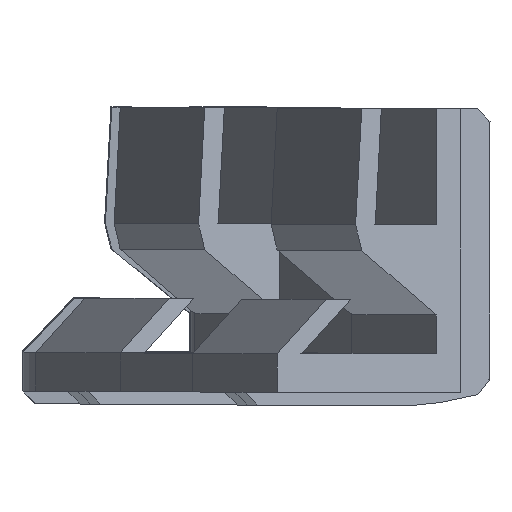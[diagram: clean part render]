
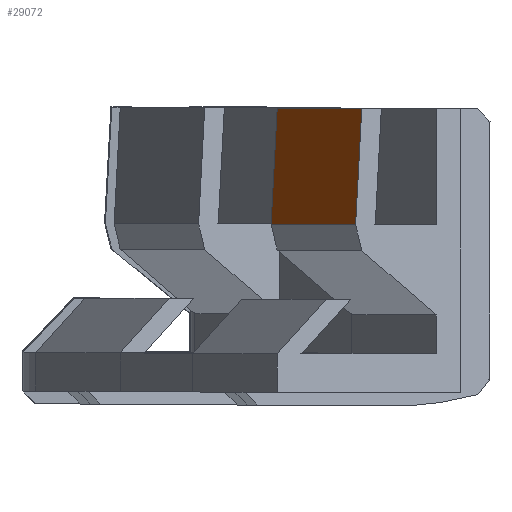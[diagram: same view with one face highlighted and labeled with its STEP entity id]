
A CAD part, left-side view. The second image highlights one B-rep face of the part: STEP entity #29072.
In plain terms, the highlighted face is planar.
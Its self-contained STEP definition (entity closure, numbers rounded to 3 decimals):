
#27177 = PLANE('',#27178);
#27178 = AXIS2_PLACEMENT_3D('',#27179,#27180,#27181);
#27179 = CARTESIAN_POINT('',(-10.5,5.766,9.503));
#27180 = DIRECTION('',(-1.,0.,0.));
#27181 = DIRECTION('',(0.,0.,1.));
#27611 = PLANE('',#27612);
#27612 = AXIS2_PLACEMENT_3D('',#27613,#27614,#27615);
#27613 = CARTESIAN_POINT('',(10.5,5.766,9.503));
#27614 = DIRECTION('',(-1.,0.,0.));
#27615 = DIRECTION('',(0.,0.,1.));
#27871 = VERTEX_POINT('',#27872);
#27872 = CARTESIAN_POINT('',(-10.5,8.1,22.));
#27886 = PLANE('',#27887);
#27887 = AXIS2_PLACEMENT_3D('',#27888,#27889,#27890);
#27888 = CARTESIAN_POINT('',(0.,6.5,22.));
#27889 = DIRECTION('',(0.,0.,-1.));
#27890 = DIRECTION('',(0.,1.,0.));
#27898 = EDGE_CURVE('',#27871,#27899,#27901,.T.);
#27899 = VERTEX_POINT('',#27900);
#27900 = CARTESIAN_POINT('',(-10.5,8.6,13.));
#27901 = SURFACE_CURVE('',#27902,(#27906,#27913),.PCURVE_S1.);
#27902 = LINE('',#27903,#27904);
#27903 = CARTESIAN_POINT('',(-10.5,8.1,22.));
#27904 = VECTOR('',#27905,1.);
#27905 = DIRECTION('',(0.,0.055,-0.998));
#27906 = PCURVE('',#27177,#27907);
#27907 = DEFINITIONAL_REPRESENTATION('',(#27908),#27912);
#27908 = LINE('',#27909,#27910);
#27909 = CARTESIAN_POINT('',(12.497,2.334));
#27910 = VECTOR('',#27911,1.);
#27911 = DIRECTION('',(-0.998,0.055));
#27912 = ( GEOMETRIC_REPRESENTATION_CONTEXT(2) 
PARAMETRIC_REPRESENTATION_CONTEXT() REPRESENTATION_CONTEXT('2D SPACE',''
  ) );
#27913 = PCURVE('',#27914,#27919);
#27914 = PLANE('',#27915);
#27915 = AXIS2_PLACEMENT_3D('',#27916,#27917,#27918);
#27916 = CARTESIAN_POINT('',(0.,8.1,22.));
#27917 = DIRECTION('',(-0.,-0.998,-0.055));
#27918 = DIRECTION('',(0.,0.055,-0.998));
#27919 = DEFINITIONAL_REPRESENTATION('',(#27920),#27924);
#27920 = LINE('',#27921,#27922);
#27921 = CARTESIAN_POINT('',(0.,-10.5));
#27922 = VECTOR('',#27923,1.);
#27923 = DIRECTION('',(1.,0.));
#27924 = ( GEOMETRIC_REPRESENTATION_CONTEXT(2) 
PARAMETRIC_REPRESENTATION_CONTEXT() REPRESENTATION_CONTEXT('2D SPACE',''
  ) );
#27942 = PLANE('',#27943);
#27943 = AXIS2_PLACEMENT_3D('',#27944,#27945,#27946);
#27944 = CARTESIAN_POINT('',(0.,8.6,13.));
#27945 = DIRECTION('',(0.,-0.97,0.243));
#27946 = DIRECTION('',(-0.,-0.243,-0.97));
#28717 = VERTEX_POINT('',#28718);
#28718 = CARTESIAN_POINT('',(10.5,8.1,22.));
#28739 = EDGE_CURVE('',#28717,#28740,#28742,.T.);
#28740 = VERTEX_POINT('',#28741);
#28741 = CARTESIAN_POINT('',(10.5,8.6,13.));
#28742 = SURFACE_CURVE('',#28743,(#28747,#28754),.PCURVE_S1.);
#28743 = LINE('',#28744,#28745);
#28744 = CARTESIAN_POINT('',(10.5,8.1,22.));
#28745 = VECTOR('',#28746,1.);
#28746 = DIRECTION('',(0.,0.055,-0.998));
#28747 = PCURVE('',#27611,#28748);
#28748 = DEFINITIONAL_REPRESENTATION('',(#28749),#28753);
#28749 = LINE('',#28750,#28751);
#28750 = CARTESIAN_POINT('',(12.497,2.334));
#28751 = VECTOR('',#28752,1.);
#28752 = DIRECTION('',(-0.998,0.055));
#28753 = ( GEOMETRIC_REPRESENTATION_CONTEXT(2) 
PARAMETRIC_REPRESENTATION_CONTEXT() REPRESENTATION_CONTEXT('2D SPACE',''
  ) );
#28754 = PCURVE('',#27914,#28755);
#28755 = DEFINITIONAL_REPRESENTATION('',(#28756),#28760);
#28756 = LINE('',#28757,#28758);
#28757 = CARTESIAN_POINT('',(0.,10.5));
#28758 = VECTOR('',#28759,1.);
#28759 = DIRECTION('',(1.,0.));
#28760 = ( GEOMETRIC_REPRESENTATION_CONTEXT(2) 
PARAMETRIC_REPRESENTATION_CONTEXT() REPRESENTATION_CONTEXT('2D SPACE',''
  ) );
#29050 = EDGE_CURVE('',#28717,#27871,#29051,.T.);
#29051 = SURFACE_CURVE('',#29052,(#29056,#29063),.PCURVE_S1.);
#29052 = LINE('',#29053,#29054);
#29053 = CARTESIAN_POINT('',(10.5,8.1,22.));
#29054 = VECTOR('',#29055,1.);
#29055 = DIRECTION('',(-1.,0.,0.));
#29056 = PCURVE('',#27886,#29057);
#29057 = DEFINITIONAL_REPRESENTATION('',(#29058),#29062);
#29058 = LINE('',#29059,#29060);
#29059 = CARTESIAN_POINT('',(1.6,10.5));
#29060 = VECTOR('',#29061,1.);
#29061 = DIRECTION('',(0.,-1.));
#29062 = ( GEOMETRIC_REPRESENTATION_CONTEXT(2) 
PARAMETRIC_REPRESENTATION_CONTEXT() REPRESENTATION_CONTEXT('2D SPACE',''
  ) );
#29063 = PCURVE('',#27914,#29064);
#29064 = DEFINITIONAL_REPRESENTATION('',(#29065),#29069);
#29065 = LINE('',#29066,#29067);
#29066 = CARTESIAN_POINT('',(0.,10.5));
#29067 = VECTOR('',#29068,1.);
#29068 = DIRECTION('',(0.,-1.));
#29069 = ( GEOMETRIC_REPRESENTATION_CONTEXT(2) 
PARAMETRIC_REPRESENTATION_CONTEXT() REPRESENTATION_CONTEXT('2D SPACE',''
  ) );
#29072 = ADVANCED_FACE('',(#29073),#27914,.F.);
#29073 = FACE_BOUND('',#29074,.F.);
#29074 = EDGE_LOOP('',(#29075,#29076,#29097,#29098));
#29075 = ORIENTED_EDGE('',*,*,#27898,.T.);
#29076 = ORIENTED_EDGE('',*,*,#29077,.F.);
#29077 = EDGE_CURVE('',#28740,#27899,#29078,.T.);
#29078 = SURFACE_CURVE('',#29079,(#29083,#29090),.PCURVE_S1.);
#29079 = LINE('',#29080,#29081);
#29080 = CARTESIAN_POINT('',(10.5,8.6,13.));
#29081 = VECTOR('',#29082,1.);
#29082 = DIRECTION('',(-1.,0.,0.));
#29083 = PCURVE('',#27914,#29084);
#29084 = DEFINITIONAL_REPRESENTATION('',(#29085),#29089);
#29085 = LINE('',#29086,#29087);
#29086 = CARTESIAN_POINT('',(9.014,10.5));
#29087 = VECTOR('',#29088,1.);
#29088 = DIRECTION('',(0.,-1.));
#29089 = ( GEOMETRIC_REPRESENTATION_CONTEXT(2) 
PARAMETRIC_REPRESENTATION_CONTEXT() REPRESENTATION_CONTEXT('2D SPACE',''
  ) );
#29090 = PCURVE('',#27942,#29091);
#29091 = DEFINITIONAL_REPRESENTATION('',(#29092),#29096);
#29092 = LINE('',#29093,#29094);
#29093 = CARTESIAN_POINT('',(-0.,10.5));
#29094 = VECTOR('',#29095,1.);
#29095 = DIRECTION('',(0.,-1.));
#29096 = ( GEOMETRIC_REPRESENTATION_CONTEXT(2) 
PARAMETRIC_REPRESENTATION_CONTEXT() REPRESENTATION_CONTEXT('2D SPACE',''
  ) );
#29097 = ORIENTED_EDGE('',*,*,#28739,.F.);
#29098 = ORIENTED_EDGE('',*,*,#29050,.T.);
